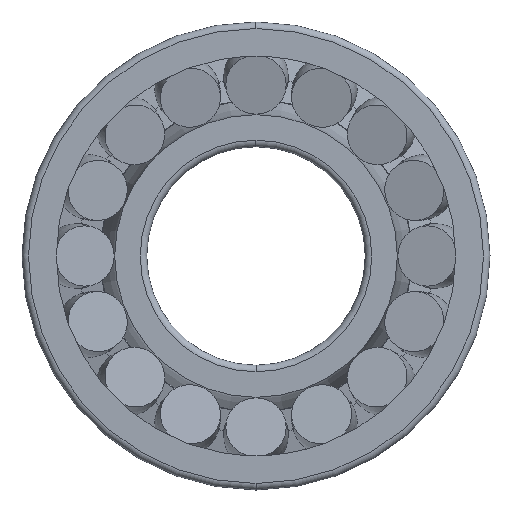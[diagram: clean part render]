
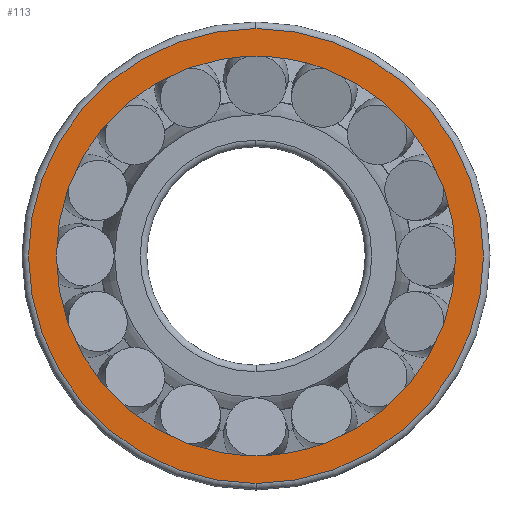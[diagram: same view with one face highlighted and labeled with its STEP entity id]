
A CAD part, left-side view. The second image highlights one B-rep face of the part: STEP entity #113.
In plain terms, the highlighted planar face has unit normal (-1, 0, 0).
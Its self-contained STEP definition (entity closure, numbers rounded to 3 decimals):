
#113=ADVANCED_FACE('',(#399,#400),#401,.T.);
#399=FACE_OUTER_BOUND('',#942,.T.);
#400=FACE_BOUND('',#943,.T.);
#401=PLANE('',#944);
#942=EDGE_LOOP('',(#1752,#1753,#1754));
#943=EDGE_LOOP('',(#1755,#1756,#1757));
#944=AXIS2_PLACEMENT_3D('',#1758,#1759,#1760);
#1752=ORIENTED_EDGE('',*,*,#3432,.F.);
#1753=ORIENTED_EDGE('',*,*,#3431,.F.);
#1754=ORIENTED_EDGE('',*,*,#3473,.F.);
#1755=ORIENTED_EDGE('',*,*,#3477,.T.);
#1756=ORIENTED_EDGE('',*,*,#3410,.T.);
#1757=ORIENTED_EDGE('',*,*,#3478,.T.);
#1758=CARTESIAN_POINT('',(0.,68.45,0.0));
#1759=DIRECTION('',(-1.0,0.,0.0));
#1760=DIRECTION('',(0.,-1.0,0.0));
#3410=EDGE_CURVE('',#4074,#4071,#4075,.T.);
#3431=EDGE_CURVE('',#4113,#4116,#4117,.T.);
#3432=EDGE_CURVE('',#4116,#4118,#4119,.T.);
#3473=EDGE_CURVE('',#4118,#4113,#4176,.T.);
#3477=EDGE_CURVE('',#4181,#4074,#4182,.T.);
#3478=EDGE_CURVE('',#4071,#4181,#4183,.T.);
#4071=VERTEX_POINT('',#5164);
#4074=VERTEX_POINT('',#5167);
#4075=CIRCLE('',#5168,64.0);
#4113=VERTEX_POINT('',#5208);
#4116=VERTEX_POINT('',#5211);
#4117=CIRCLE('',#5212,72.9);
#4118=VERTEX_POINT('',#5213);
#4119=CIRCLE('',#5214,72.9);
#4176=CIRCLE('',#5485,72.9);
#4181=VERTEX_POINT('',#5490);
#4182=CIRCLE('',#5491,64.0);
#4183=CIRCLE('',#5492,64.0);
#5164=CARTESIAN_POINT('',(0.,0.,-64.0));
#5167=CARTESIAN_POINT('',(0.,0.,64.0));
#5168=AXIS2_PLACEMENT_3D('',#10656,#10657,#10658);
#5208=CARTESIAN_POINT('',(0.0,0.,-72.9));
#5211=CARTESIAN_POINT('',(0.0,72.9,0.0));
#5212=AXIS2_PLACEMENT_3D('',#10715,#10716,#10717);
#5213=CARTESIAN_POINT('',(0.0,0.,72.9));
#5214=AXIS2_PLACEMENT_3D('',#10718,#10719,#10720);
#5485=AXIS2_PLACEMENT_3D('',#10788,#10789,#10790);
#5490=CARTESIAN_POINT('',(0.,64.0,0.0));
#5491=AXIS2_PLACEMENT_3D('',#10800,#10801,#10802);
#5492=AXIS2_PLACEMENT_3D('',#10803,#10804,#10805);
#10656=CARTESIAN_POINT('',(0.,0.0,0.0));
#10657=DIRECTION('',(1.0,0.0,0.0));
#10658=DIRECTION('',(0.0,1.0,0.0));
#10715=CARTESIAN_POINT('',(0.0,0.0,0.0));
#10716=DIRECTION('',(1.0,0.0,0.0));
#10717=DIRECTION('',(0.0,1.0,0.0));
#10718=CARTESIAN_POINT('',(0.0,0.0,0.0));
#10719=DIRECTION('',(1.0,0.0,0.0));
#10720=DIRECTION('',(0.0,1.0,0.0));
#10788=CARTESIAN_POINT('',(0.0,0.0,0.0));
#10789=DIRECTION('',(1.0,0.0,0.0));
#10790=DIRECTION('',(0.0,1.0,0.0));
#10800=CARTESIAN_POINT('',(0.,0.0,0.0));
#10801=DIRECTION('',(1.0,0.0,0.0));
#10802=DIRECTION('',(0.0,1.0,0.0));
#10803=CARTESIAN_POINT('',(0.,0.0,0.0));
#10804=DIRECTION('',(1.0,0.0,0.0));
#10805=DIRECTION('',(0.0,1.0,0.0));
